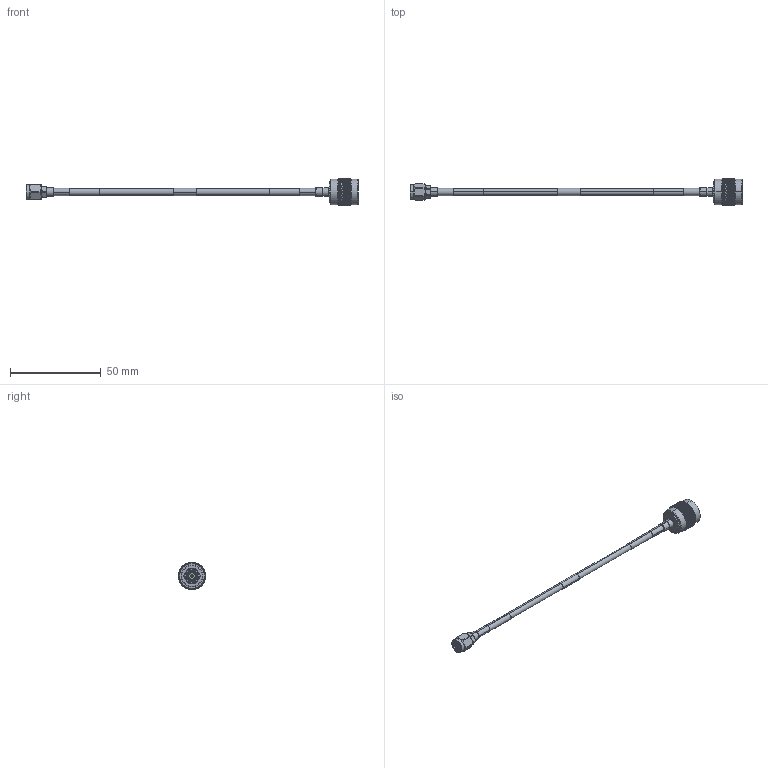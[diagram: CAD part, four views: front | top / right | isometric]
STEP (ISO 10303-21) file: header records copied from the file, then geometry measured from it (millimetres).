
FILE_DESCRIPTION (( 'STEP AP214' ), '1' );
FILE_NAME ('LCCA30488_3D.STEP', '2020-04-28T19:56:01', ( '' ), ( '' ), 'SwSTEP 2.0', 'SolidWorks 2018', '' );
FILE_SCHEMA (( 'AUTOMOTIVE_DESIGN' ));
Length unit declared in the file: inch
Products named in the file (6): 1AW01-003_.152 ID; LC141TBJ (141 Formable with HeatShrink); LCCN3059; LCCA30488_3D; LCCN3043; LC141TBJ-PROD
Assembly tree (7 placements, depth 3):
  LCCA30488_3D
    LC141TBJ-PROD
      LC141TBJ (141 Formable with HeatShrink)
      1AW01-003_.152 ID  x3
    LCCN3043
    LCCN3059
Bounding box: 183 x 14.99 x 14.99 mm (x, y, z)
Volume: 3772.7 mm3; surface area: 6716.4 mm2
Topology: 8 solids, 8 shells, 2291 faces, 4905 edges, 2648 vertices
Faces by surface type: bspline 1686, cylinder 477, plane 71, cone 45, torus 12
Entity records: 92058 total; most frequent: CARTESIAN_POINT 60192, ORIENTED_EDGE 9762, EDGE_CURVE 4881, VERTEX_POINT 2632, EDGE_LOOP 2303, FACE_OUTER_BOUND 2279, ADVANCED_FACE 2279, DIRECTION 2129
